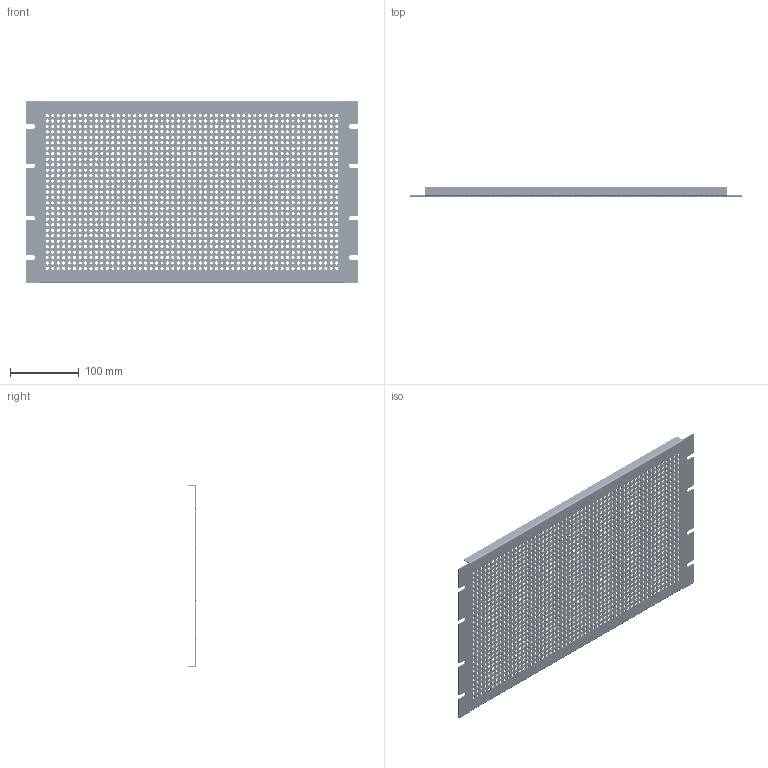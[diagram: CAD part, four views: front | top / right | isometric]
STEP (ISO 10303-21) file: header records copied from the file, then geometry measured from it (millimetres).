
FILE_DESCRIPTION (( 'STEP AP203' ), '1' );
FILE_NAME ('PPFS19010BK2.step', '2020-11-11T19:10:05', ( 'ADC123' ), ( 'Microsoft' ), 'SwSTEP 2.0', 'SolidWorks 2019', '' );
FILE_SCHEMA (( 'CONFIG_CONTROL_DESIGN' ));
Length unit declared in the file: inch
Products named in the file (1): PPFS19010BK2
Bounding box: 482.6 x 12.7 x 265.89 mm (x, y, z)
Volume: 162324.3 mm3; surface area: 258793.5 mm2
Topology: 1 solids, 1 shells, 1628 faces, 4870 edges, 3244 vertices
Faces by surface type: cylinder 1578, plane 50
Full cylindrical faces by diameter (mm): 4.496 x1566
Entity records: 55279 total; most frequent: DIRECTION 9718, CARTESIAN_POINT 8177, ORIENTED_EDGE 6608, EDGE_LOOP 6326, AXIS2_PLACEMENT_3D 4785, EDGE_CURVE 3304, VERTEX_POINT 3244, FACE_OUTER_BOUND 3194
